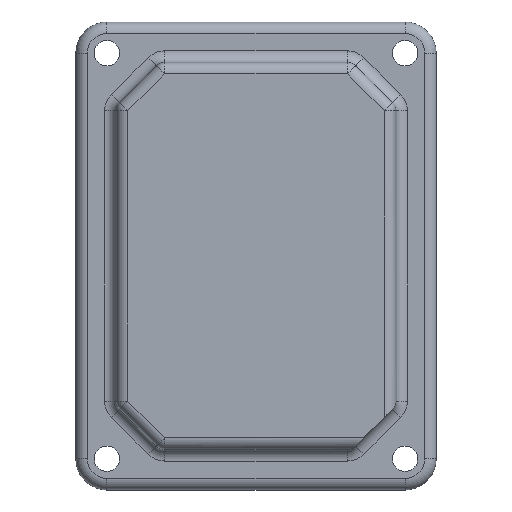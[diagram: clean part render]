
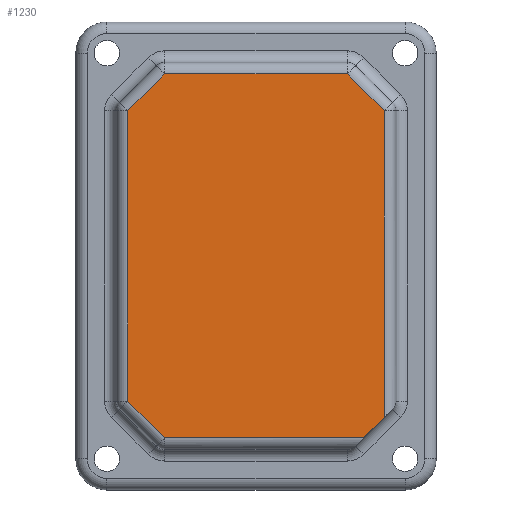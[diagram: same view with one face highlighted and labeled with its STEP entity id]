
A CAD part, top view. The second image highlights one B-rep face of the part: STEP entity #1230.
In plain terms, the highlighted planar face has unit normal (0, 0, 1).
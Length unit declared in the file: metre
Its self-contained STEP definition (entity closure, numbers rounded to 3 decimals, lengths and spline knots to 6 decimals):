
#293=ORIENTED_EDGE('',*,*,#641,.T.);
#294=ORIENTED_EDGE('',*,*,#642,.T.);
#295=ORIENTED_EDGE('',*,*,#643,.T.);
#296=ORIENTED_EDGE('',*,*,#644,.T.);
#297=ORIENTED_EDGE('',*,*,#645,.T.);
#298=ORIENTED_EDGE('',*,*,#646,.T.);
#299=ORIENTED_EDGE('',*,*,#647,.T.);
#300=ORIENTED_EDGE('',*,*,#648,.T.);
#641=EDGE_CURVE('',#819,#820,#903,.F.);
#642=EDGE_CURVE('',#820,#821,#904,.T.);
#643=EDGE_CURVE('',#821,#822,#905,.T.);
#644=EDGE_CURVE('',#822,#823,#906,.F.);
#645=EDGE_CURVE('',#823,#824,#907,.F.);
#646=EDGE_CURVE('',#824,#825,#908,.F.);
#647=EDGE_CURVE('',#825,#826,#909,.T.);
#648=EDGE_CURVE('',#826,#819,#910,.T.);
#819=VERTEX_POINT('',#2118);
#820=VERTEX_POINT('',#2119);
#821=VERTEX_POINT('',#2121);
#822=VERTEX_POINT('',#2123);
#823=VERTEX_POINT('',#2125);
#824=VERTEX_POINT('',#2127);
#825=VERTEX_POINT('',#2129);
#826=VERTEX_POINT('',#2131);
#903=LINE('',#2117,#973);
#904=LINE('',#2120,#974);
#905=LINE('',#2122,#975);
#906=LINE('',#2124,#976);
#907=LINE('',#2126,#977);
#908=LINE('',#2128,#978);
#909=LINE('',#2130,#979);
#910=LINE('',#2132,#980);
#973=VECTOR('',#1645,1.);
#974=VECTOR('',#1646,1.);
#975=VECTOR('',#1647,1.);
#976=VECTOR('',#1648,1.);
#977=VECTOR('',#1649,1.);
#978=VECTOR('',#1650,1.);
#979=VECTOR('',#1651,1.);
#980=VECTOR('',#1652,1.);
#1035=EDGE_LOOP('',(#293,#294,#295,#296,#297,#298,#299,#300));
#1133=FACE_BOUND('',#1035,.T.);
#1209=PLANE('',#1363);
#1230=ADVANCED_FACE('',(#1133),#1209,.T.);
#1363=AXIS2_PLACEMENT_3D('',#2116,#1643,#1644);
#1643=DIRECTION('',(0.,0.,1.));
#1644=DIRECTION('',(1.,0.,0.));
#1645=DIRECTION('',(-0.707,0.707,0.));
#1646=DIRECTION('',(1.,0.,0.));
#1647=DIRECTION('',(0.707,0.707,0.));
#1648=DIRECTION('',(0.,-1.,0.));
#1649=DIRECTION('',(0.707,-0.707,0.));
#1650=DIRECTION('',(1.,0.,0.));
#1651=DIRECTION('',(-0.707,-0.707,0.));
#1652=DIRECTION('',(0.,-1.,0.));
#2116=CARTESIAN_POINT('',(0.07,0.,0.038));
#2117=CARTESIAN_POINT('',(0.058169,-0.011831,0.038));
#2118=CARTESIAN_POINT('',(0.0589,-0.012562,0.038));
#2119=CARTESIAN_POINT('',(0.062088,-0.01575,0.038));
#2120=CARTESIAN_POINT('',(0.078326,-0.01575,0.038));
#2121=CARTESIAN_POINT('',(0.079326,-0.01575,0.038));
#2122=CARTESIAN_POINT('',(0.080213,-0.014863,0.038));
#2123=CARTESIAN_POINT('',(0.0811,-0.013976,0.038));
#2124=CARTESIAN_POINT('',(0.0811,0.,0.038));
#2125=CARTESIAN_POINT('',(0.0811,0.012562,0.038));
#2126=CARTESIAN_POINT('',(0.081831,0.011831,0.038));
#2127=CARTESIAN_POINT('',(0.077912,0.01575,0.038));
#2128=CARTESIAN_POINT('',(0.07,0.01575,0.038));
#2129=CARTESIAN_POINT('',(0.062088,0.01575,0.038));
#2130=CARTESIAN_POINT('',(0.058607,0.012269,0.038));
#2131=CARTESIAN_POINT('',(0.0589,0.012562,0.038));
#2132=CARTESIAN_POINT('',(0.0589,-0.012976,0.038));
